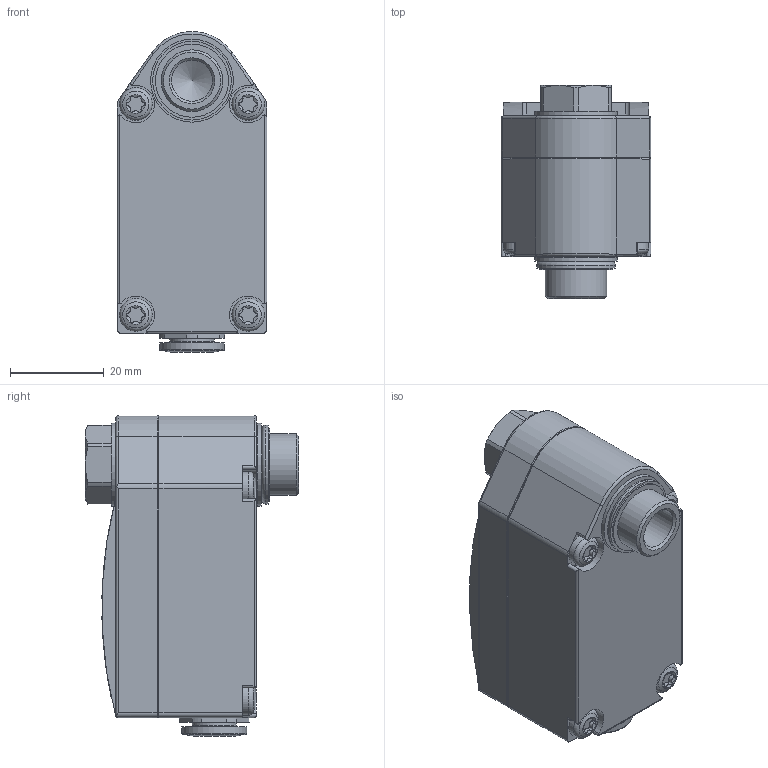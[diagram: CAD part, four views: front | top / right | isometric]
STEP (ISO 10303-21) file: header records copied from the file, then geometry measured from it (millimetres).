
FILE_DESCRIPTION(/* description */ ('STEP AP214'),/* implementation_level */ '2;1');
FILE_NAME(/* name */ '548002_VBQF-U-G14-Q8',/* time_stamp */ '2024-09-16T10:33:51+02:00',/* author */ ('License CC BY-ND 4.0'),/* organization */ ('CADENAS'),/* preprocessor_version */ 'ST-DEVELOPER v19.3',/* originating_system */ 'PARTsolutions',/* authorisation */ ' ');
FILE_SCHEMA (('AUTOMOTIVE_DESIGN {1 0 10303 214 3 1 1}'));
Length unit declared in the file: millimetre
Products named in the file (1): 548002 VBQF-U-G14-Q8
Bounding box: 32 x 45.5 x 68.46 mm (x, y, z)
Volume: 59065 mm3; surface area: 12075.5 mm2
Topology: 1 solids, 1 shells, 221 faces, 563 edges, 360 vertices
Faces by surface type: cylinder 128, plane 53, cone 20, torus 20
Full cylindrical faces by diameter (mm): 7 x4, 8 x1, 8.771 x1, 9.4 x1, 13.157 x2, 13.8 x1, 15 x1, 15.6 x1, 16.8 x1, 17.7 x2
Entity records: 8132 total; most frequent: CARTESIAN_POINT 1441, DIRECTION 1077, ORIENTED_EDGE 1032, EDGE_CURVE 516, AXIS2_PLACEMENT_3D 439, VERTEX_POINT 349, FACE_BOUND 273, EDGE_LOOP 272
